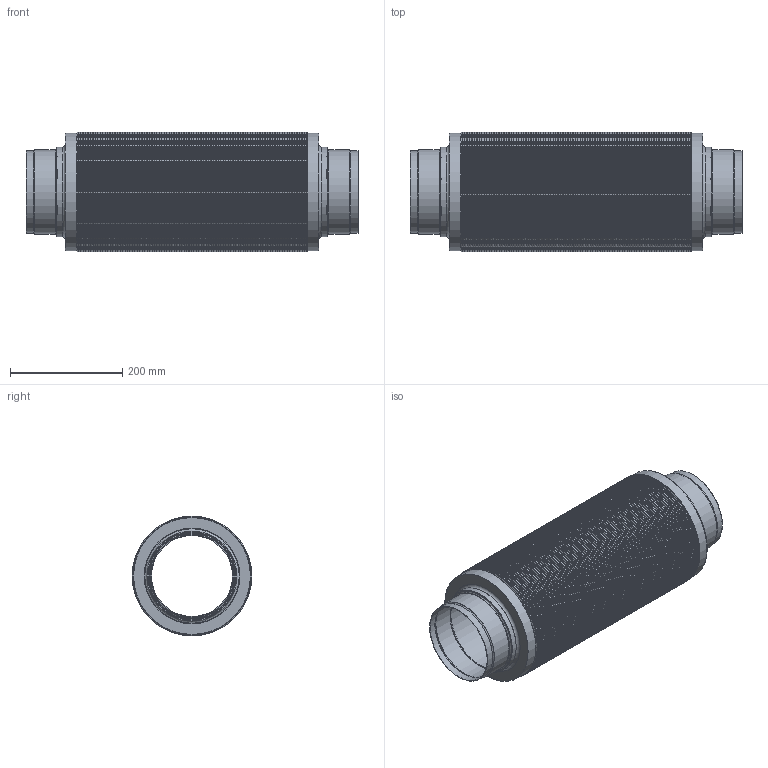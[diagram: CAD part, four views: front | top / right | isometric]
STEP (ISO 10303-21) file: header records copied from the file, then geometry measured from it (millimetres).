
FILE_DESCRIPTION(('STEP AP203'),'1');
FILE_NAME('mpfer 150.STP','2019-12-10T14:20:19',(' '),(' '),'Spatial InterOp 3D',' ',' ');
FILE_SCHEMA(('CONFIG_CONTROL_DESIGN'));
Length unit declared in the file: millimetre
Products named in the file (1): 1
Bounding box: 591 x 213 x 213 mm (x, y, z)
Volume: 636953.4 mm3; surface area: 1903623.3 mm2
Topology: 2 solids, 2 shells, 1015 faces, 1743 edges, 1015 vertices
Faces by surface type: cylinder 429, plane 287, cone 274, torus 25
Full cylindrical faces by diameter (mm): 144 x2, 146 x2, 147.423 x1, 148 x2, 150 x2, 151.423 x1, 158 x2, 160 x2, 208 x138, 208.3 x1, 210 x2, 212.8 x137, 213 x137
Entity records: 20360 total; most frequent: DIRECTION 4064, CARTESIAN_POINT 3047, AXIS2_PLACEMENT_3D 2032, EDGE_LOOP 2030, ORIENTED_EDGE 2030, FACE_BOUND 1743, ADVANCED_FACE 1015, EDGE_CURVE 1015
